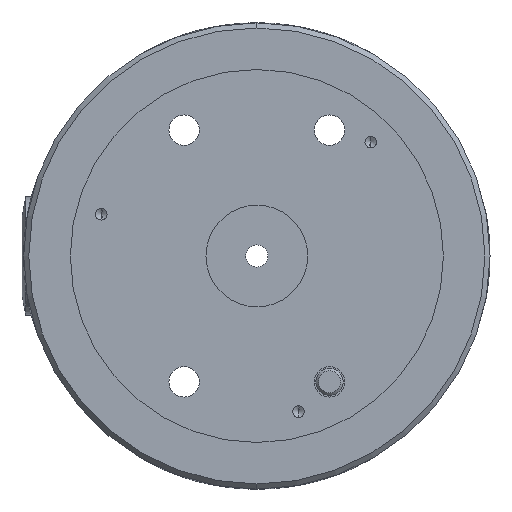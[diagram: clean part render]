
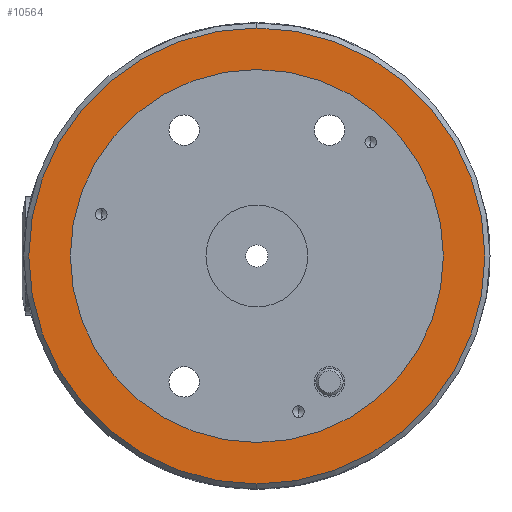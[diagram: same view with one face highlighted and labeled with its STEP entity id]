
A CAD part, left-side view. The second image highlights one B-rep face of the part: STEP entity #10564.
In plain terms, the highlighted planar face has unit normal (-1, 0, 0).
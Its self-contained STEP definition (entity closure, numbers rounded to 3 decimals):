
#667 = EDGE_CURVE ( 'NONE', #5228, #3188, #1636, .T. ) ;
#792 = DIRECTION ( 'NONE',  ( -1., 0., 0. ) ) ;
#884 = AXIS2_PLACEMENT_3D ( 'NONE', #6816, #1558, #7701 ) ;
#1328 = CARTESIAN_POINT ( 'NONE',  ( 0., 0., -110. ) ) ;
#1483 = ORIENTED_EDGE ( 'NONE', *, *, #11258, .T. ) ;
#1558 = DIRECTION ( 'NONE',  ( -1., 0., 0. ) ) ;
#1636 = CIRCLE ( 'NONE', #9558, 134.5 ) ;
#1679 = CARTESIAN_POINT ( 'NONE',  ( 0., 0., 134.5 ) ) ;
#1850 = DIRECTION ( 'NONE',  ( -1., 0., 0. ) ) ;
#1894 = EDGE_CURVE ( 'NONE', #5330, #3013, #10943, .T. ) ;
#2627 = ORIENTED_EDGE ( 'NONE', *, *, #667, .T. ) ;
#2913 = ORIENTED_EDGE ( 'NONE', *, *, #8146, .F. ) ;
#2944 = CARTESIAN_POINT ( 'NONE',  ( 0., 110., 0. ) ) ;
#3013 = VERTEX_POINT ( 'NONE', #1328 ) ;
#3188 = VERTEX_POINT ( 'NONE', #1679 ) ;
#3250 = AXIS2_PLACEMENT_3D ( 'NONE', #7105, #1850, #7994 ) ;
#3488 = CIRCLE ( 'NONE', #3250, 110. ) ;
#3832 = PLANE ( 'NONE',  #9169 ) ;
#4022 = ORIENTED_EDGE ( 'NONE', *, *, #1894, .F. ) ;
#4221 = CARTESIAN_POINT ( 'NONE',  ( 0., 0., 0. ) ) ;
#4707 = DIRECTION ( 'NONE',  ( 0., 0., -1. ) ) ;
#5228 = VERTEX_POINT ( 'NONE', #6458 ) ;
#5281 = EDGE_LOOP ( 'NONE', ( #4022, #2913 ) ) ;
#5330 = VERTEX_POINT ( 'NONE', #6300 ) ;
#6046 = DIRECTION ( 'NONE',  ( 0., 0., -1. ) ) ;
#6226 = FACE_BOUND ( 'NONE', #5281, .T. ) ;
#6300 = CARTESIAN_POINT ( 'NONE',  ( 0., 0., 110. ) ) ;
#6458 = CARTESIAN_POINT ( 'NONE',  ( 0., 0., -134.5 ) ) ;
#6816 = CARTESIAN_POINT ( 'NONE',  ( 0., 0., 0. ) ) ;
#7105 = CARTESIAN_POINT ( 'NONE',  ( 0., 0., 0. ) ) ;
#7330 = DIRECTION ( 'NONE',  ( 1., 0., 0. ) ) ;
#7701 = DIRECTION ( 'NONE',  ( 0., 0., -1. ) ) ;
#7994 = DIRECTION ( 'NONE',  ( 0., 0., 1. ) ) ;
#8146 = EDGE_CURVE ( 'NONE', #3013, #5330, #3488, .T. ) ;
#8565 = CIRCLE ( 'NONE', #884, 134.5 ) ;
#8613 = DIRECTION ( 'NONE',  ( -1., 0., 0. ) ) ;
#9108 = FACE_OUTER_BOUND ( 'NONE', #10469, .T. ) ;
#9169 = AXIS2_PLACEMENT_3D ( 'NONE', #2944, #7330, #4707 ) ;
#9326 = DIRECTION ( 'NONE',  ( 0., 0., 1. ) ) ;
#9479 = CARTESIAN_POINT ( 'NONE',  ( 0., 0., 0. ) ) ;
#9558 = AXIS2_PLACEMENT_3D ( 'NONE', #4221, #792, #6046 ) ;
#10468 = AXIS2_PLACEMENT_3D ( 'NONE', #9479, #8613, #9326 ) ;
#10469 = EDGE_LOOP ( 'NONE', ( #2627, #1483 ) ) ;
#10564 = ADVANCED_FACE ( 'NONE', ( #9108, #6226 ), #3832, .F. ) ;
#10943 = CIRCLE ( 'NONE', #10468, 110. ) ;
#11258 = EDGE_CURVE ( 'NONE', #3188, #5228, #8565, .T. ) ;
